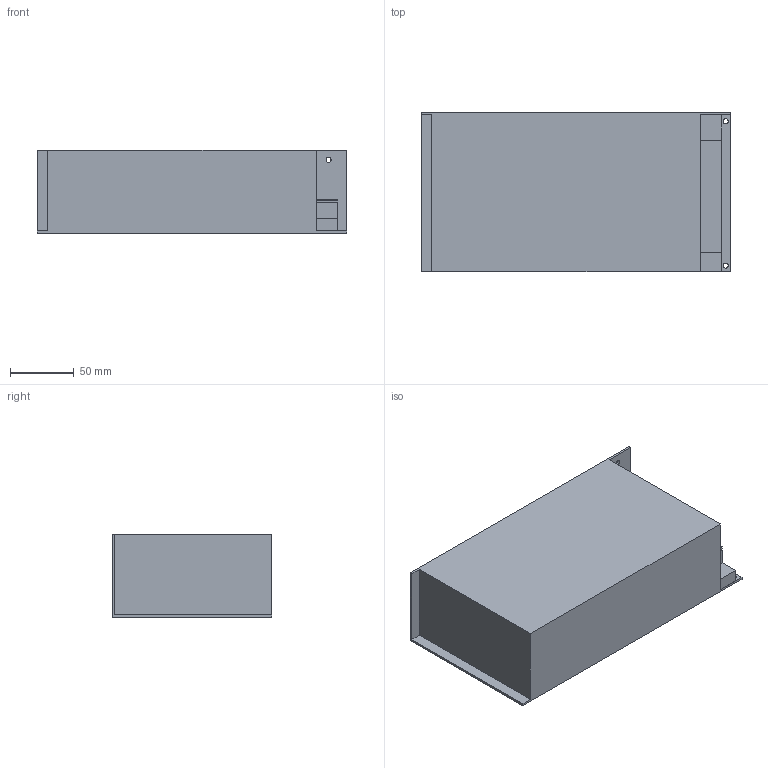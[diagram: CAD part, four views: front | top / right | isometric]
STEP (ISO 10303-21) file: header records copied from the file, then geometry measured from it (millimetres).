
FILE_DESCRIPTION(/* description */ (''),/* implementation_level */ '2;1');
FILE_NAME(/* name */ 'power supply 24V 50A v2.step',/* time_stamp */ '2024-05-28T16:37:19+02:00',/* author */ (''),/* organization */ (''),/* preprocessor_version */ 'ST-DEVELOPER v20',/* originating_system */ 'Autodesk Translation Framework v13.14.0.145',/* authorisation */ '');
FILE_SCHEMA (('AUTOMOTIVE_DESIGN { 1 0 10303 214 3 1 1 }'));
Length unit declared in the file: millimetre
Products named in the file (1): power supply 24V 50A
Bounding box: 242.3 x 125 x 65 mm (x, y, z)
Volume: 234898.3 mm3; surface area: 204632.1 mm2
Topology: 3 solids, 3 shells, 170 faces, 483 edges, 322 vertices
Faces by surface type: plane 103, cylinder 67
Full cylindrical faces by diameter (mm): 4 x3
Entity records: 5738 total; most frequent: CARTESIAN_POINT 976, ORIENTED_EDGE 966, DIRECTION 959, EDGE_CURVE 483, LINE 349, VECTOR 349, VERTEX_POINT 322, AXIS2_PLACEMENT_3D 305
